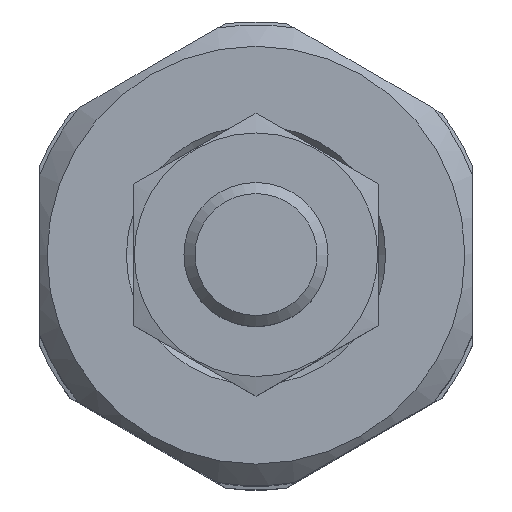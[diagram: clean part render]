
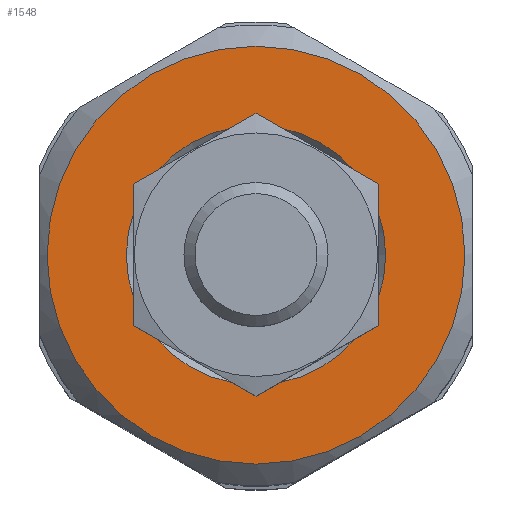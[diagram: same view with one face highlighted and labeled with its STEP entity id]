
A CAD part, top view. The second image highlights one B-rep face of the part: STEP entity #1548.
In plain terms, the highlighted planar face has unit normal (0, 0, 1).
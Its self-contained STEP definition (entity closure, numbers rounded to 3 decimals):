
#62=PLANE('',#1742);
#261=CIRCLE('',#1743,9.);
#262=CIRCLE('',#1744,14.5);
#382=ORIENTED_EDGE('',*,*,#801,.T.);
#383=ORIENTED_EDGE('',*,*,#802,.F.);
#801=EDGE_CURVE('',#1004,#1004,#261,.T.);
#802=EDGE_CURVE('',#1005,#1005,#262,.T.);
#1004=VERTEX_POINT('',#2514);
#1005=VERTEX_POINT('',#2516);
#1200=EDGE_LOOP('',(#382));
#1201=EDGE_LOOP('',(#383));
#1356=FACE_BOUND('',#1200,.T.);
#1357=FACE_BOUND('',#1201,.T.);
#1548=ADVANCED_FACE('',(#1356,#1357),#62,.T.);
#1742=AXIS2_PLACEMENT_3D('',#2512,#1990,#1991);
#1743=AXIS2_PLACEMENT_3D('',#2513,#1992,#1993);
#1744=AXIS2_PLACEMENT_3D('',#2515,#1994,#1995);
#1990=DIRECTION('',(0.,0.,1.));
#1991=DIRECTION('',(1.,0.,0.));
#1992=DIRECTION('',(0.,0.,-1.));
#1993=DIRECTION('',(-1.,0.,0.));
#1994=DIRECTION('',(0.,0.,-1.));
#1995=DIRECTION('',(-1.,0.,0.));
#2512=CARTESIAN_POINT('',(0.,14.5,0.));
#2513=CARTESIAN_POINT('',(0.,0.,0.));
#2514=CARTESIAN_POINT('',(-9.,0.,0.));
#2515=CARTESIAN_POINT('',(0.,0.,0.));
#2516=CARTESIAN_POINT('',(-14.5,0.,0.));
